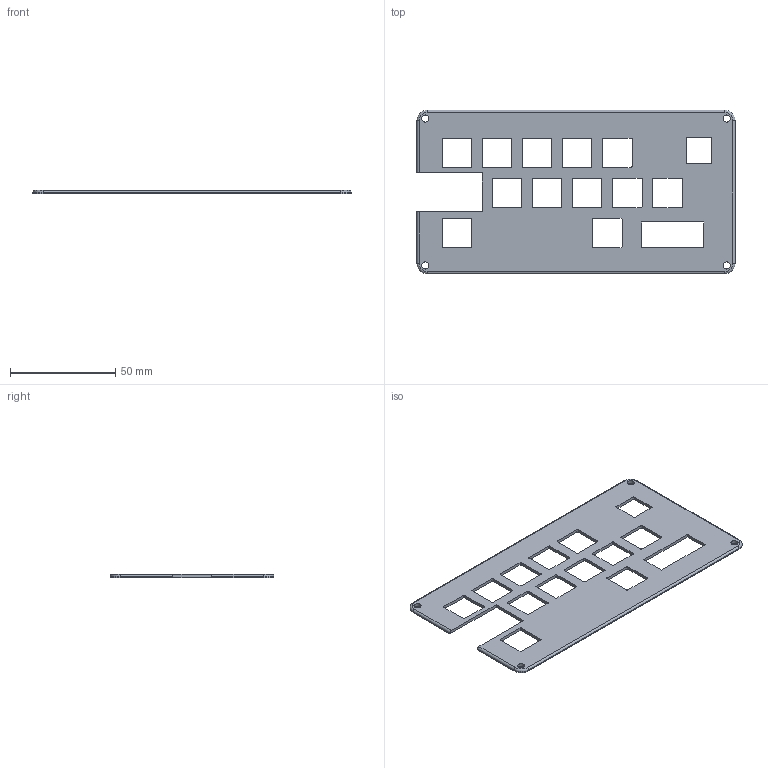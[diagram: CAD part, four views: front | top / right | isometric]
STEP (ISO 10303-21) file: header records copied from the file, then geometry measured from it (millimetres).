
FILE_DESCRIPTION(/* description */ (''),/* implementation_level */ '2;1');
FILE_NAME(/* name */ '56730667-df30-4f94-a8ae-38c25b8236b7.stp',/* time_stamp */ '2025-12-05T03:25:00Z',/* author */ (''),/* organization */ (''),/* preprocessor_version */ 'ST-DEVELOPER v20.1',/* originating_system */ 'Autodesk Translation Framework v14.21.0.0',/* authorisation */ '');
FILE_SCHEMA (('AUTOMOTIVE_DESIGN { 1 0 10303 214 3 1 1 }'));
Length unit declared in the file: millimetre
Products named in the file (1): Tiaboard_Top
Bounding box: 151.05 x 77.75 x 1.5 mm (x, y, z)
Volume: 12293.2 mm3; surface area: 18379 mm2
Topology: 1 solids, 1 shells, 547 faces, 1579 edges, 1050 vertices
Faces by surface type: bspline 358, plane 124, cylinder 61, torus 4
Full cylindrical faces by diameter (mm): 3.4 x4
Entity records: 21380 total; most frequent: CARTESIAN_POINT 9263, ORIENTED_EDGE 3158, EDGE_CURVE 1579, DIRECTION 1369, VERTEX_POINT 1050, LINE 737, VECTOR 737, B_SPLINE_CURVE_WITH_KNOTS 716
